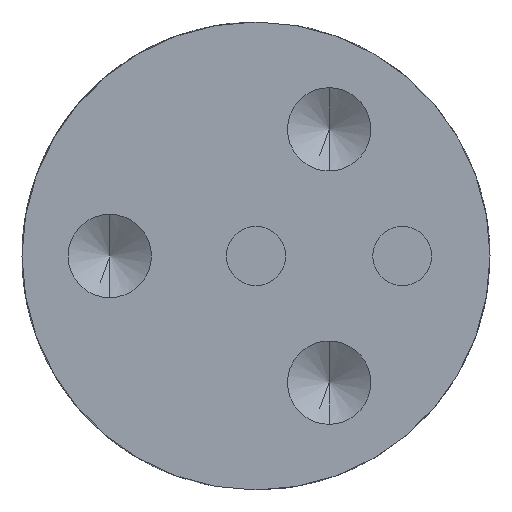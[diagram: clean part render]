
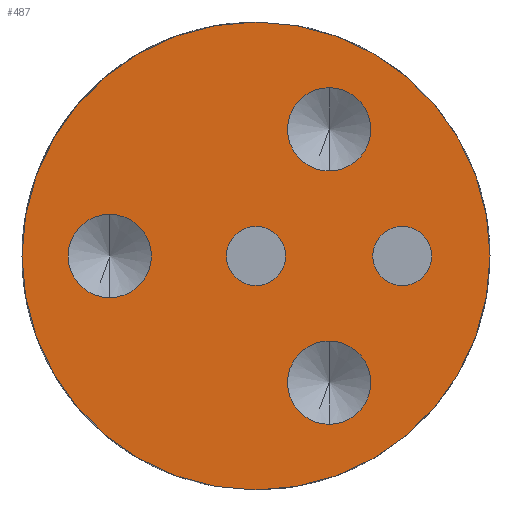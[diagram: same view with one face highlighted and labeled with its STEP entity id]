
A CAD part, front view. The second image highlights one B-rep face of the part: STEP entity #487.
In plain terms, the highlighted planar face has unit normal (0, -1, 0).
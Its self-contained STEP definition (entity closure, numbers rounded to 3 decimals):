
#487 = ADVANCED_FACE ( 'NONE', ( #2333, #2338, #2336, #2289, #2334, #2339 ), #2337, .F. ) ;
#488 = EDGE_CURVE ( 'NONE', #990, #1026, #2325, .T. ) ;
#489 = ORIENTED_EDGE ( 'NONE', *, *, #555, .F. ) ;
#490 = EDGE_LOOP ( 'NONE', ( #541, #551 ) ) ;
#494 = EDGE_LOOP ( 'NONE', ( #489, #554 ) ) ;
#509 = EDGE_LOOP ( 'NONE', ( #538, #552 ) ) ;
#532 = ORIENTED_EDGE ( 'NONE', *, *, #645, .F. ) ;
#534 = ORIENTED_EDGE ( 'NONE', *, *, #691, .F. ) ;
#537 = EDGE_CURVE ( 'NONE', #985, #986, #2361, .T. ) ;
#538 = ORIENTED_EDGE ( 'NONE', *, *, #488, .F. ) ;
#539 = EDGE_LOOP ( 'NONE', ( #546, #557 ) ) ;
#540 = EDGE_CURVE ( 'NONE', #956, #1033, #2344, .T. ) ;
#541 = ORIENTED_EDGE ( 'NONE', *, *, #537, .F. ) ;
#542 = EDGE_LOOP ( 'NONE', ( #543, #532 ) ) ;
#543 = ORIENTED_EDGE ( 'NONE', *, *, #545, .F. ) ;
#545 = EDGE_CURVE ( 'NONE', #641, #647, #2387, .T. ) ;
#546 = ORIENTED_EDGE ( 'NONE', *, *, #540, .F. ) ;
#547 = EDGE_LOOP ( 'NONE', ( #548, #534 ) ) ;
#548 = ORIENTED_EDGE ( 'NONE', *, *, #682, .F. ) ;
#551 = ORIENTED_EDGE ( 'NONE', *, *, #1018, .F. ) ;
#552 = ORIENTED_EDGE ( 'NONE', *, *, #987, .F. ) ;
#554 = ORIENTED_EDGE ( 'NONE', *, *, #1024, .F. ) ;
#555 = EDGE_CURVE ( 'NONE', #1022, #980, #2379, .T. ) ;
#557 = ORIENTED_EDGE ( 'NONE', *, *, #957, .F. ) ;
#625 = VERTEX_POINT ( 'NONE', #2505 ) ;
#626 = VERTEX_POINT ( 'NONE', #2443 ) ;
#641 = VERTEX_POINT ( 'NONE', #2534 ) ;
#645 = EDGE_CURVE ( 'NONE', #647, #641, #2531, .T. ) ;
#647 = VERTEX_POINT ( 'NONE', #2493 ) ;
#682 = EDGE_CURVE ( 'NONE', #626, #625, #2510, .T. ) ;
#691 = EDGE_CURVE ( 'NONE', #625, #626, #2629, .T. ) ;
#956 = VERTEX_POINT ( 'NONE', #3641 ) ;
#957 = EDGE_CURVE ( 'NONE', #1033, #956, #3642, .T. ) ;
#980 = VERTEX_POINT ( 'NONE', #3669 ) ;
#985 = VERTEX_POINT ( 'NONE', #3728 ) ;
#986 = VERTEX_POINT ( 'NONE', #3727 ) ;
#987 = EDGE_CURVE ( 'NONE', #1026, #990, #3775, .T. ) ;
#990 = VERTEX_POINT ( 'NONE', #3734 ) ;
#1018 = EDGE_CURVE ( 'NONE', #986, #985, #3822, .T. ) ;
#1022 = VERTEX_POINT ( 'NONE', #3797 ) ;
#1024 = EDGE_CURVE ( 'NONE', #980, #1022, #3834, .T. ) ;
#1026 = VERTEX_POINT ( 'NONE', #3818 ) ;
#1033 = VERTEX_POINT ( 'NONE', #3849 ) ;
#2267 = CARTESIAN_POINT ( 'NONE',  ( 0., 0., 0. ) ) ;
#2271 = AXIS2_PLACEMENT_3D ( 'NONE', #2267, #2324, #2323 ) ;
#2289 = FACE_BOUND ( 'NONE', #539, .T. ) ;
#2315 = AXIS2_PLACEMENT_3D ( 'NONE', #2345, #2342, #2341 ) ;
#2318 = DIRECTION ( 'NONE',  ( 0., 0., -1. ) ) ;
#2319 = DIRECTION ( 'NONE',  ( 0., -1., 0. ) ) ;
#2320 = CARTESIAN_POINT ( 'NONE',  ( 0., 0., 0. ) ) ;
#2323 = DIRECTION ( 'NONE',  ( 0., 0., 1. ) ) ;
#2324 = DIRECTION ( 'NONE',  ( 0., 1., 0. ) ) ;
#2325 = CIRCLE ( 'NONE', #2331, 0.8 ) ;
#2331 = AXIS2_PLACEMENT_3D ( 'NONE', #2320, #2319, #2318 ) ;
#2333 = FACE_BOUND ( 'NONE', #494, .T. ) ;
#2334 = FACE_BOUND ( 'NONE', #542, .T. ) ;
#2336 = FACE_BOUND ( 'NONE', #490, .T. ) ;
#2337 = PLANE ( 'NONE',  #2271 ) ;
#2338 = FACE_BOUND ( 'NONE', #509, .T. ) ;
#2339 = FACE_OUTER_BOUND ( 'NONE', #547, .T. ) ;
#2341 = DIRECTION ( 'NONE',  ( 0., 0., -1. ) ) ;
#2342 = DIRECTION ( 'NONE',  ( 0., -1., 0. ) ) ;
#2344 = CIRCLE ( 'NONE', #2391, 1.13 ) ;
#2345 = CARTESIAN_POINT ( 'NONE',  ( -3.969, 0., 0. ) ) ;
#2361 = CIRCLE ( 'NONE', #2315, 1.13 ) ;
#2375 = DIRECTION ( 'NONE',  ( 0., 0., -1. ) ) ;
#2376 = DIRECTION ( 'NONE',  ( 0., -1., 0. ) ) ;
#2377 = CARTESIAN_POINT ( 'NONE',  ( 3.969, 0., 0. ) ) ;
#2378 = AXIS2_PLACEMENT_3D ( 'NONE', #2377, #2376, #2375 ) ;
#2379 = CIRCLE ( 'NONE', #2378, 0.8 ) ;
#2383 = DIRECTION ( 'NONE',  ( 0., 0., -1. ) ) ;
#2384 = DIRECTION ( 'NONE',  ( 0., -1., 0. ) ) ;
#2385 = CARTESIAN_POINT ( 'NONE',  ( 1.984, 0., 3.437 ) ) ;
#2387 = CIRCLE ( 'NONE', #2392, 1.13 ) ;
#2388 = DIRECTION ( 'NONE',  ( 0., 0., -1. ) ) ;
#2389 = DIRECTION ( 'NONE',  ( 0., -1., 0. ) ) ;
#2390 = CARTESIAN_POINT ( 'NONE',  ( 1.984, 0., -3.437 ) ) ;
#2391 = AXIS2_PLACEMENT_3D ( 'NONE', #2390, #2389, #2388 ) ;
#2392 = AXIS2_PLACEMENT_3D ( 'NONE', #2385, #2384, #2383 ) ;
#2443 = CARTESIAN_POINT ( 'NONE',  ( 0., 0., -6.35 ) ) ;
#2493 = CARTESIAN_POINT ( 'NONE',  ( 1.984, 0., 4.567 ) ) ;
#2505 = CARTESIAN_POINT ( 'NONE',  ( 0., 0., 6.35 ) ) ;
#2510 = CIRCLE ( 'NONE', #2570, 6.35 ) ;
#2528 = DIRECTION ( 'NONE',  ( 0., 0., -1. ) ) ;
#2529 = DIRECTION ( 'NONE',  ( 0., -1., 0. ) ) ;
#2530 = CARTESIAN_POINT ( 'NONE',  ( 1.984, 0., 3.437 ) ) ;
#2531 = CIRCLE ( 'NONE', #2536, 1.13 ) ;
#2534 = CARTESIAN_POINT ( 'NONE',  ( 1.984, 0., 2.307 ) ) ;
#2536 = AXIS2_PLACEMENT_3D ( 'NONE', #2530, #2529, #2528 ) ;
#2570 = AXIS2_PLACEMENT_3D ( 'NONE', #2624, #2656, #2655 ) ;
#2601 = AXIS2_PLACEMENT_3D ( 'NONE', #2658, #2665, #2664 ) ;
#2624 = CARTESIAN_POINT ( 'NONE',  ( 0., 0., 0. ) ) ;
#2629 = CIRCLE ( 'NONE', #2601, 6.35 ) ;
#2655 = DIRECTION ( 'NONE',  ( 0., 0., 1. ) ) ;
#2656 = DIRECTION ( 'NONE',  ( 0., 1., 0. ) ) ;
#2658 = CARTESIAN_POINT ( 'NONE',  ( 0., 0., 0. ) ) ;
#2664 = DIRECTION ( 'NONE',  ( 0., 0., 1. ) ) ;
#2665 = DIRECTION ( 'NONE',  ( 0., 1., 0. ) ) ;
#3641 = CARTESIAN_POINT ( 'NONE',  ( 1.984, 0., -4.567 ) ) ;
#3642 = CIRCLE ( 'NONE', #3656, 1.13 ) ;
#3656 = AXIS2_PLACEMENT_3D ( 'NONE', #3681, #3680, #3679 ) ;
#3669 = CARTESIAN_POINT ( 'NONE',  ( 3.969, 0., 0.8 ) ) ;
#3679 = DIRECTION ( 'NONE',  ( 0., 0., -1. ) ) ;
#3680 = DIRECTION ( 'NONE',  ( 0., -1., 0. ) ) ;
#3681 = CARTESIAN_POINT ( 'NONE',  ( 1.984, 0., -3.437 ) ) ;
#3720 = AXIS2_PLACEMENT_3D ( 'NONE', #3774, #3773, #3772 ) ;
#3727 = CARTESIAN_POINT ( 'NONE',  ( -3.969, 0., 1.13 ) ) ;
#3728 = CARTESIAN_POINT ( 'NONE',  ( -3.969, 0., -1.13 ) ) ;
#3734 = CARTESIAN_POINT ( 'NONE',  ( 0., 0., -0.8 ) ) ;
#3772 = DIRECTION ( 'NONE',  ( 0., 0., -1. ) ) ;
#3773 = DIRECTION ( 'NONE',  ( 0., -1., 0. ) ) ;
#3774 = CARTESIAN_POINT ( 'NONE',  ( 0., 0., 0. ) ) ;
#3775 = CIRCLE ( 'NONE', #3720, 0.8 ) ;
#3797 = CARTESIAN_POINT ( 'NONE',  ( 3.969, 0., -0.8 ) ) ;
#3809 = DIRECTION ( 'NONE',  ( 0., 0., -1. ) ) ;
#3810 = DIRECTION ( 'NONE',  ( 0., -1., 0. ) ) ;
#3811 = CARTESIAN_POINT ( 'NONE',  ( 3.969, 0., 0. ) ) ;
#3818 = CARTESIAN_POINT ( 'NONE',  ( 0., 0., 0.8 ) ) ;
#3819 = DIRECTION ( 'NONE',  ( 0., 0., -1. ) ) ;
#3820 = DIRECTION ( 'NONE',  ( 0., -1., 0. ) ) ;
#3821 = CARTESIAN_POINT ( 'NONE',  ( -3.969, 0., 0. ) ) ;
#3822 = CIRCLE ( 'NONE', #3826, 1.13 ) ;
#3826 = AXIS2_PLACEMENT_3D ( 'NONE', #3821, #3820, #3819 ) ;
#3830 = AXIS2_PLACEMENT_3D ( 'NONE', #3811, #3810, #3809 ) ;
#3834 = CIRCLE ( 'NONE', #3830, 0.8 ) ;
#3849 = CARTESIAN_POINT ( 'NONE',  ( 1.984, 0., -2.307 ) ) ;
